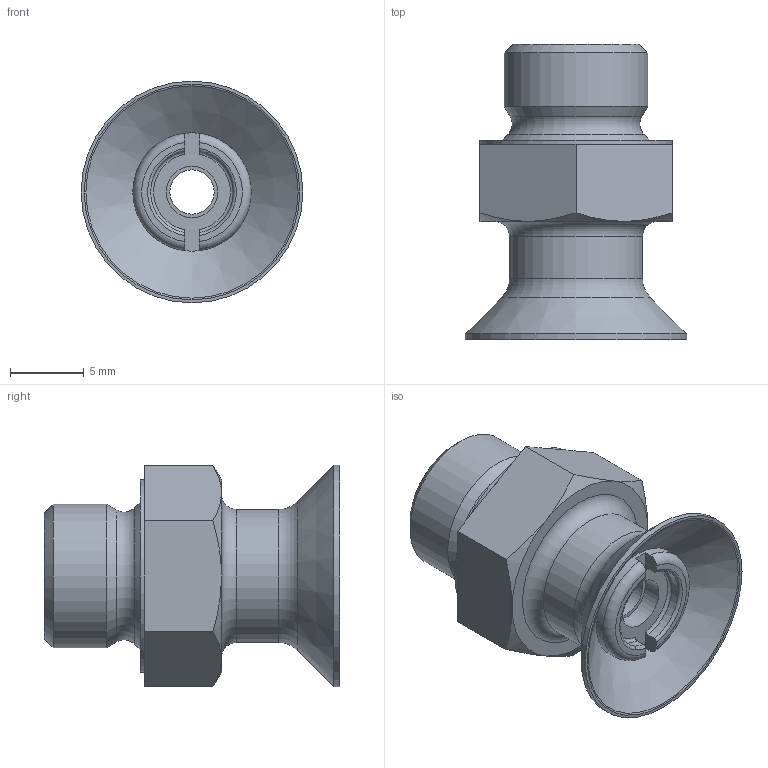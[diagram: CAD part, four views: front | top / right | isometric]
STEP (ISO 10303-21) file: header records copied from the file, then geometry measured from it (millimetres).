
FILE_DESCRIPTION(/* description */ ('STEP AP214'),/* implementation_level */ '2;1');
FILE_NAME(/* name */ '1376604_VAS-15-1_8-SI-B',/* time_stamp */ '2024-09-12T19:53:46+02:00',/* author */ ('License CC BY-ND 4.0'),/* organization */ ('CADENAS'),/* preprocessor_version */ 'ST-DEVELOPER v19.3',/* originating_system */ 'PARTsolutions',/* authorisation */ ' ');
FILE_SCHEMA (('AUTOMOTIVE_DESIGN {1 0 10303 214 3 1 1}'));
Length unit declared in the file: millimetre
Products named in the file (1): 1376604 VAS-15-1/8-SI-B
Bounding box: 15 x 20 x 15.01 mm (x, y, z)
Volume: 1628.3 mm3; surface area: 1355.5 mm2
Topology: 1 solids, 1 shells, 54 faces, 122 edges, 74 vertices
Faces by surface type: plane 24, cone 11, torus 10, cylinder 9
Full cylindrical faces by diameter (mm): 3 x1, 3.5 x1, 8 x1, 9 x1, 9.728 x1, 13 x1, 15 x1
Entity records: 1457 total; most frequent: CARTESIAN_POINT 304, DIRECTION 236, ORIENTED_EDGE 208, EDGE_CURVE 104, AXIS2_PLACEMENT_3D 101, EDGE_LOOP 76, FACE_BOUND 76, VERTEX_POINT 72
